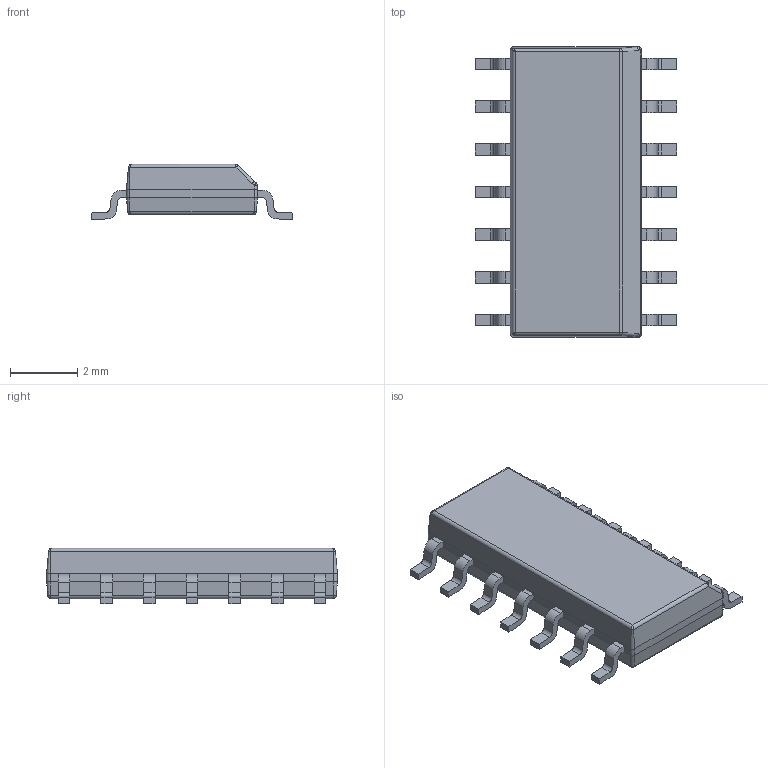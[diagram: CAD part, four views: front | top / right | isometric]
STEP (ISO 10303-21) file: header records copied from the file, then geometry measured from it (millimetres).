
FILE_DESCRIPTION(('FreeCAD Model'),'2;1');
FILE_NAME('Open CASCADE Shape Model','2024-05-10T10:55:06',(''),(''), 'Open CASCADE STEP processor 7.7','FreeCAD','Unknown');
FILE_SCHEMA(('AUTOMOTIVE_DESIGN { 1 0 10303 214 1 1 1 1 }'));
Length unit declared in the file: millimetre
Products named in the file (4): smd_ic_soic_14; Pad001 (Mirror #1); Pad001; Body
Assembly tree (15 placements, depth 2):
  smd_ic_soic_14
    Pad001 (Mirror #1)  x7
    Pad001  x7
    Body
Bounding box: 6 x 8.65 x 1.65 mm (x, y, z)
Volume: 49.8 mm3; surface area: 122.8 mm2
Topology: 15 solids, 15 shells, 246 faces, 612 edges, 388 vertices
Faces by surface type: plane 155, cylinder 71, bspline 10, cone 8, sphere 2
Entity records: 2765 total; most frequent: CARTESIAN_POINT 972, ORIENTED_EDGE 344, DIRECTION 342, EDGE_CURVE 172, AXIS2_PLACEMENT_3D 116, LINE 110, VECTOR 110, VERTEX_POINT 100
